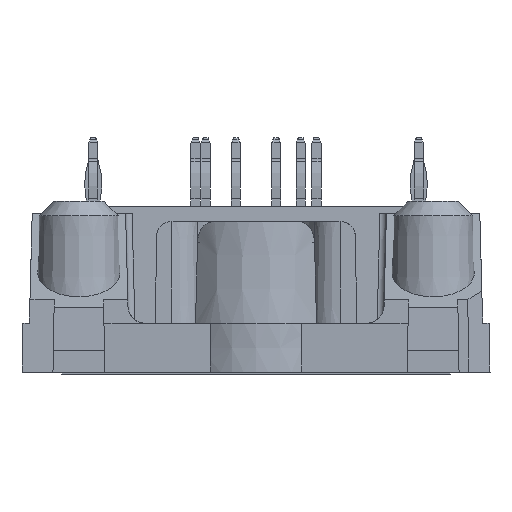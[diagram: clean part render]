
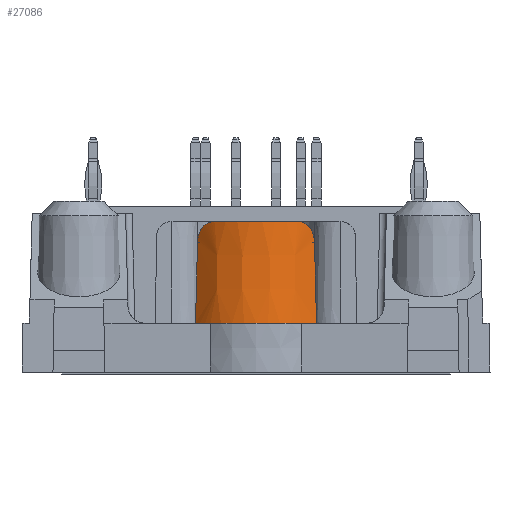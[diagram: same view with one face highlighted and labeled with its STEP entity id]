
A CAD part, left-side view. The second image highlights one B-rep face of the part: STEP entity #27086.
In plain terms, the highlighted conical face has half-angle 1 degrees and reference radius 5.5 mm.
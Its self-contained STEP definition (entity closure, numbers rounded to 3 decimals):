
#22=B_SPLINE_CURVE_WITH_KNOTS('',3,(#36230,#36231,#36232,#36233,#36234),
 .UNSPECIFIED.,.F.,.F.,(4,1,4),(0.,0.001,0.002),
 .UNSPECIFIED.);
#23=B_SPLINE_CURVE_WITH_KNOTS('',3,(#36244,#36245,#36246,#36247,#36248),
 .UNSPECIFIED.,.F.,.F.,(4,1,4),(0.,0.001,0.002),
 .UNSPECIFIED.);
#29=B_SPLINE_CURVE_WITH_KNOTS('',3,(#36438,#36439,#36440,#36441),
 .UNSPECIFIED.,.F.,.F.,(4,4),(0.,0.006),.UNSPECIFIED.);
#32=B_SPLINE_CURVE_WITH_KNOTS('',3,(#36459,#36460,#36461,#36462),
 .UNSPECIFIED.,.F.,.F.,(4,4),(0.,0.006),.UNSPECIFIED.);
#396=CONICAL_SURFACE('',#28275,5.5,0.017);
#526=CIRCLE('',#28200,5.377);
#553=CIRCLE('',#28276,5.5);
#554=CIRCLE('',#28277,5.5);
#555=CIRCLE('',#28278,5.5);
#1562=ORIENTED_EDGE('',*,*,#7360,.T.);
#1563=ORIENTED_EDGE('',*,*,#7361,.F.);
#1564=ORIENTED_EDGE('',*,*,#7362,.F.);
#1565=ORIENTED_EDGE('',*,*,#7363,.F.);
#1566=ORIENTED_EDGE('',*,*,#7354,.F.);
#1567=ORIENTED_EDGE('',*,*,#7275,.F.);
#1568=ORIENTED_EDGE('',*,*,#7272,.T.);
#1569=ORIENTED_EDGE('',*,*,#7270,.F.);
#7270=EDGE_CURVE('',#10198,#10199,#22,.T.);
#7272=EDGE_CURVE('',#10200,#10199,#526,.F.);
#7275=EDGE_CURVE('',#10200,#10202,#23,.T.);
#7354=EDGE_CURVE('',#10202,#10260,#29,.T.);
#7360=EDGE_CURVE('',#10198,#10263,#32,.T.);
#7361=EDGE_CURVE('',#10264,#10263,#553,.T.);
#7362=EDGE_CURVE('',#10265,#10264,#554,.T.);
#7363=EDGE_CURVE('',#10260,#10265,#555,.T.);
#10198=VERTEX_POINT('',#36229);
#10199=VERTEX_POINT('',#36235);
#10200=VERTEX_POINT('',#36239);
#10202=VERTEX_POINT('',#36249);
#10260=VERTEX_POINT('',#36442);
#10263=VERTEX_POINT('',#36458);
#10264=VERTEX_POINT('',#36465);
#10265=VERTEX_POINT('',#36467);
#16255=EDGE_LOOP('',(#1562,#1563,#1564,#1565,#1566,#1567,#1568,#1569));
#17457=FACE_BOUND('',#16255,.T.);
#27086=ADVANCED_FACE('',(#17457),#396,.T.);
#28200=AXIS2_PLACEMENT_3D('',#36238,#30240,#30241);
#28275=AXIS2_PLACEMENT_3D('',#36463,#30430,#30431);
#28276=AXIS2_PLACEMENT_3D('',#36464,#30432,#30433);
#28277=AXIS2_PLACEMENT_3D('',#36466,#30434,#30435);
#28278=AXIS2_PLACEMENT_3D('',#36468,#30436,#30437);
#30240=DIRECTION('',(0.,0.,1.));
#30241=DIRECTION('',(1.,0.,0.));
#30430=DIRECTION('',(0.,0.,-1.));
#30431=DIRECTION('',(-1.,0.,0.));
#30432=DIRECTION('',(0.,0.,-1.));
#30433=DIRECTION('',(-1.,0.,0.));
#30434=DIRECTION('',(0.,0.,-1.));
#30435=DIRECTION('',(-1.,0.,0.));
#30436=DIRECTION('',(0.,0.,-1.));
#30437=DIRECTION('',(-1.,0.,0.));
#36229=CARTESIAN_POINT('',(-31.061,4.063,8.976));
#36230=CARTESIAN_POINT('',(-31.061,4.063,8.976));
#36231=CARTESIAN_POINT('',(-31.061,4.054,9.372));
#36232=CARTESIAN_POINT('',(-31.318,3.829,10.144));
#36233=CARTESIAN_POINT('',(-31.821,3.224,10.45));
#36234=CARTESIAN_POINT('',(-32.034,2.89,10.45));
#36235=CARTESIAN_POINT('',(-32.034,2.89,10.45));
#36238=CARTESIAN_POINT('',(-27.5,0.,10.45));
#36239=CARTESIAN_POINT('',(-32.034,-2.89,10.45));
#36244=CARTESIAN_POINT('',(-32.034,-2.89,10.45));
#36245=CARTESIAN_POINT('',(-31.821,-3.224,10.45));
#36246=CARTESIAN_POINT('',(-31.319,-3.827,10.146));
#36247=CARTESIAN_POINT('',(-31.061,-4.054,9.372));
#36248=CARTESIAN_POINT('',(-31.061,-4.063,8.976));
#36249=CARTESIAN_POINT('',(-31.061,-4.063,8.976));
#36438=CARTESIAN_POINT('',(-31.061,-4.063,8.976));
#36439=CARTESIAN_POINT('',(-31.057,-4.11,7.117));
#36440=CARTESIAN_POINT('',(-31.053,-4.156,5.259));
#36441=CARTESIAN_POINT('',(-31.049,-4.201,3.4));
#36442=CARTESIAN_POINT('',(-31.049,-4.201,3.4));
#36458=CARTESIAN_POINT('',(-31.049,4.201,3.4));
#36459=CARTESIAN_POINT('',(-31.061,4.063,8.976));
#36460=CARTESIAN_POINT('',(-31.057,4.11,7.117));
#36461=CARTESIAN_POINT('',(-31.053,4.156,5.259));
#36462=CARTESIAN_POINT('',(-31.049,4.201,3.4));
#36463=CARTESIAN_POINT('',(-27.5,0.,3.4));
#36464=CARTESIAN_POINT('',(-27.5,0.,3.4));
#36465=CARTESIAN_POINT('',(-32.,3.162,3.4));
#36466=CARTESIAN_POINT('',(-27.5,0.,3.4));
#36467=CARTESIAN_POINT('',(-32.,-3.162,3.4));
#36468=CARTESIAN_POINT('',(-27.5,0.,3.4));
